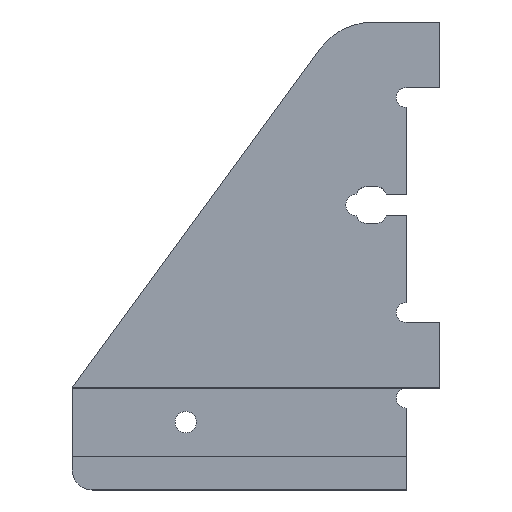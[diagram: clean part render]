
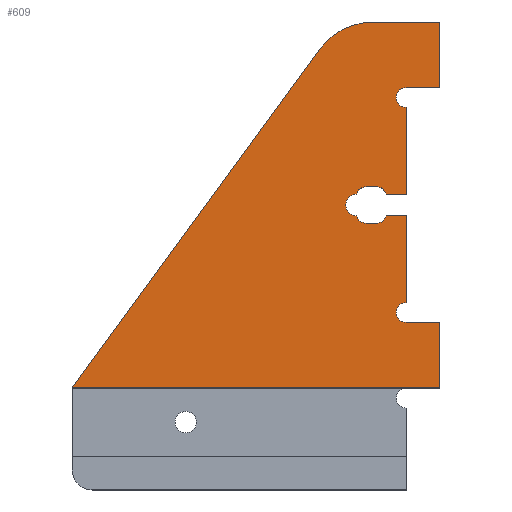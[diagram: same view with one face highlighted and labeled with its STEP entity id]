
A CAD part, top view. The second image highlights one B-rep face of the part: STEP entity #609.
In plain terms, the highlighted planar face has unit normal (0, 0, 1).
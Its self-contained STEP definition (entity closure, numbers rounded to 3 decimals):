
#32=CIRCLE('',#658,1.5);
#33=CIRCLE('',#659,1.5);
#34=CIRCLE('',#660,1.5);
#35=CIRCLE('',#661,1.602);
#36=CIRCLE('',#662,1.5);
#37=CIRCLE('',#663,1.5);
#38=CIRCLE('',#664,1.5);
#39=CIRCLE('',#665,10.);
#55=ORIENTED_EDGE('',*,*,#233,.F.);
#56=ORIENTED_EDGE('',*,*,#234,.F.);
#57=ORIENTED_EDGE('',*,*,#235,.F.);
#58=ORIENTED_EDGE('',*,*,#236,.F.);
#59=ORIENTED_EDGE('',*,*,#237,.F.);
#60=ORIENTED_EDGE('',*,*,#238,.F.);
#61=ORIENTED_EDGE('',*,*,#239,.F.);
#62=ORIENTED_EDGE('',*,*,#240,.F.);
#63=ORIENTED_EDGE('',*,*,#241,.F.);
#64=ORIENTED_EDGE('',*,*,#242,.F.);
#65=ORIENTED_EDGE('',*,*,#243,.F.);
#66=ORIENTED_EDGE('',*,*,#244,.F.);
#67=ORIENTED_EDGE('',*,*,#245,.F.);
#68=ORIENTED_EDGE('',*,*,#246,.F.);
#69=ORIENTED_EDGE('',*,*,#247,.F.);
#70=ORIENTED_EDGE('',*,*,#248,.F.);
#71=ORIENTED_EDGE('',*,*,#249,.F.);
#72=ORIENTED_EDGE('',*,*,#250,.F.);
#73=ORIENTED_EDGE('',*,*,#251,.F.);
#74=ORIENTED_EDGE('',*,*,#252,.F.);
#75=ORIENTED_EDGE('',*,*,#253,.F.);
#233=EDGE_CURVE('',#322,#323,#382,.T.);
#234=EDGE_CURVE('',#324,#322,#383,.T.);
#235=EDGE_CURVE('',#325,#324,#384,.T.);
#236=EDGE_CURVE('',#326,#325,#385,.T.);
#237=EDGE_CURVE('',#327,#326,#32,.T.);
#238=EDGE_CURVE('',#328,#327,#386,.T.);
#239=EDGE_CURVE('',#329,#328,#387,.T.);
#240=EDGE_CURVE('',#330,#329,#33,.T.);
#241=EDGE_CURVE('',#331,#330,#388,.T.);
#242=EDGE_CURVE('',#332,#331,#34,.T.);
#243=EDGE_CURVE('',#333,#332,#35,.T.);
#244=EDGE_CURVE('',#334,#333,#36,.T.);
#245=EDGE_CURVE('',#335,#334,#389,.T.);
#246=EDGE_CURVE('',#336,#335,#37,.T.);
#247=EDGE_CURVE('',#337,#336,#390,.T.);
#248=EDGE_CURVE('',#338,#337,#391,.T.);
#249=EDGE_CURVE('',#339,#338,#38,.T.);
#250=EDGE_CURVE('',#340,#339,#392,.T.);
#251=EDGE_CURVE('',#341,#340,#393,.T.);
#252=EDGE_CURVE('',#342,#341,#394,.T.);
#253=EDGE_CURVE('',#323,#342,#39,.T.);
#322=VERTEX_POINT('',#896);
#323=VERTEX_POINT('',#897);
#324=VERTEX_POINT('',#899);
#325=VERTEX_POINT('',#901);
#326=VERTEX_POINT('',#903);
#327=VERTEX_POINT('',#905);
#328=VERTEX_POINT('',#907);
#329=VERTEX_POINT('',#909);
#330=VERTEX_POINT('',#911);
#331=VERTEX_POINT('',#913);
#332=VERTEX_POINT('',#915);
#333=VERTEX_POINT('',#917);
#334=VERTEX_POINT('',#919);
#335=VERTEX_POINT('',#921);
#336=VERTEX_POINT('',#923);
#337=VERTEX_POINT('',#925);
#338=VERTEX_POINT('',#927);
#339=VERTEX_POINT('',#929);
#340=VERTEX_POINT('',#931);
#341=VERTEX_POINT('',#933);
#342=VERTEX_POINT('',#935);
#382=LINE('',#895,#448);
#383=LINE('',#898,#449);
#384=LINE('',#900,#450);
#385=LINE('',#902,#451);
#386=LINE('',#906,#452);
#387=LINE('',#908,#453);
#388=LINE('',#912,#454);
#389=LINE('',#920,#455);
#390=LINE('',#924,#456);
#391=LINE('',#926,#457);
#392=LINE('',#930,#458);
#393=LINE('',#932,#459);
#394=LINE('',#934,#460);
#448=VECTOR('',#717,1000.);
#449=VECTOR('',#718,1000.);
#450=VECTOR('',#719,1000.);
#451=VECTOR('',#720,1000.);
#452=VECTOR('',#723,1000.);
#453=VECTOR('',#724,1000.);
#454=VECTOR('',#727,1000.);
#455=VECTOR('',#734,1000.);
#456=VECTOR('',#737,1000.);
#457=VECTOR('',#738,1000.);
#458=VECTOR('',#741,1000.);
#459=VECTOR('',#742,1000.);
#460=VECTOR('',#743,1000.);
#514=EDGE_LOOP('',(#55,#56,#57,#58,#59,#60,#61,#62,#63,#64,#65,#66,#67,
#68,#69,#70,#71,#72,#73,#74,#75));
#551=FACE_BOUND('',#514,.T.);
#588=PLANE('',#657);
#609=ADVANCED_FACE('',(#551),#588,.F.);
#657=AXIS2_PLACEMENT_3D('',#894,#715,#716);
#658=AXIS2_PLACEMENT_3D('',#904,#721,#722);
#659=AXIS2_PLACEMENT_3D('',#910,#725,#726);
#660=AXIS2_PLACEMENT_3D('',#914,#728,#729);
#661=AXIS2_PLACEMENT_3D('',#916,#730,#731);
#662=AXIS2_PLACEMENT_3D('',#918,#732,#733);
#663=AXIS2_PLACEMENT_3D('',#922,#735,#736);
#664=AXIS2_PLACEMENT_3D('',#928,#739,#740);
#665=AXIS2_PLACEMENT_3D('',#936,#744,#745);
#715=DIRECTION('',(0.,0.,-1.));
#716=DIRECTION('',(-1.,0.,0.));
#717=DIRECTION('',(0.59,0.807,0.));
#718=DIRECTION('',(-1.,0.,0.));
#719=DIRECTION('',(0.,-1.,0.));
#720=DIRECTION('',(1.,0.,0.));
#721=DIRECTION('',(0.,0.,1.));
#722=DIRECTION('',(0.,1.,0.));
#723=DIRECTION('',(0.,-1.,0.));
#724=DIRECTION('',(1.,0.,0.));
#725=DIRECTION('',(0.,0.,1.));
#726=DIRECTION('',(-1.,0.,0.));
#727=DIRECTION('',(1.,0.,0.));
#728=DIRECTION('',(0.,0.,1.));
#729=DIRECTION('',(-1.,0.,0.));
#730=DIRECTION('',(0.,0.,1.));
#731=DIRECTION('',(1.,0.,0.));
#732=DIRECTION('',(0.,0.,1.));
#733=DIRECTION('',(-1.,0.,0.));
#734=DIRECTION('',(-1.,0.,0.));
#735=DIRECTION('',(0.,0.,1.));
#736=DIRECTION('',(-1.,0.,0.));
#737=DIRECTION('',(-1.,0.,0.));
#738=DIRECTION('',(0.,-1.,0.));
#739=DIRECTION('',(0.,0.,1.));
#740=DIRECTION('',(0.,1.,0.));
#741=DIRECTION('',(-1.,0.,0.));
#742=DIRECTION('',(0.,-1.,0.));
#743=DIRECTION('',(1.,0.,0.));
#744=DIRECTION('',(0.,0.,-1.));
#745=DIRECTION('',(0.,-1.,0.));
#894=CARTESIAN_POINT('',(7.079,50.,4.8));
#895=CARTESIAN_POINT('',(-38.,5.25,4.8));
#896=CARTESIAN_POINT('',(-38.,5.25,4.8));
#897=CARTESIAN_POINT('',(-0.996,55.899,4.8));
#898=CARTESIAN_POINT('',(12.,5.25,4.8));
#899=CARTESIAN_POINT('',(17.,5.25,4.8));
#900=CARTESIAN_POINT('',(17.,5.25,4.8));
#901=CARTESIAN_POINT('',(17.,15.05,4.8));
#902=CARTESIAN_POINT('',(17.,15.05,4.8));
#903=CARTESIAN_POINT('',(12.,15.05,4.8));
#904=CARTESIAN_POINT('',(12.,16.55,4.8));
#905=CARTESIAN_POINT('',(12.,18.05,4.8));
#906=CARTESIAN_POINT('',(12.,18.05,4.8));
#907=CARTESIAN_POINT('',(12.,31.025,4.8));
#908=CARTESIAN_POINT('',(12.,31.025,4.8));
#909=CARTESIAN_POINT('',(8.952,31.025,4.8));
#910=CARTESIAN_POINT('',(7.5,31.4,4.8));
#911=CARTESIAN_POINT('',(7.5,29.9,4.8));
#912=CARTESIAN_POINT('',(7.5,29.9,4.8));
#913=CARTESIAN_POINT('',(6.,29.9,4.8));
#914=CARTESIAN_POINT('',(6.,31.4,4.8));
#915=CARTESIAN_POINT('',(4.548,31.023,4.8));
#916=CARTESIAN_POINT('',(4.525,32.625,4.8));
#917=CARTESIAN_POINT('',(4.548,34.227,4.8));
#918=CARTESIAN_POINT('',(6.,33.85,4.8));
#919=CARTESIAN_POINT('',(6.,35.35,4.8));
#920=CARTESIAN_POINT('',(7.5,35.35,4.8));
#921=CARTESIAN_POINT('',(7.5,35.35,4.8));
#922=CARTESIAN_POINT('',(7.5,33.85,4.8));
#923=CARTESIAN_POINT('',(8.952,34.225,4.8));
#924=CARTESIAN_POINT('',(12.,34.225,4.8));
#925=CARTESIAN_POINT('',(12.,34.225,4.8));
#926=CARTESIAN_POINT('',(12.,18.05,4.8));
#927=CARTESIAN_POINT('',(12.,47.2,4.8));
#928=CARTESIAN_POINT('',(12.,48.7,4.8));
#929=CARTESIAN_POINT('',(12.,50.2,4.8));
#930=CARTESIAN_POINT('',(17.,50.2,4.8));
#931=CARTESIAN_POINT('',(17.,50.2,4.8));
#932=CARTESIAN_POINT('',(17.,60.,4.8));
#933=CARTESIAN_POINT('',(17.,60.,4.8));
#934=CARTESIAN_POINT('',(12.,60.,4.8));
#935=CARTESIAN_POINT('',(7.079,60.,4.8));
#936=CARTESIAN_POINT('',(7.079,50.,4.8));
